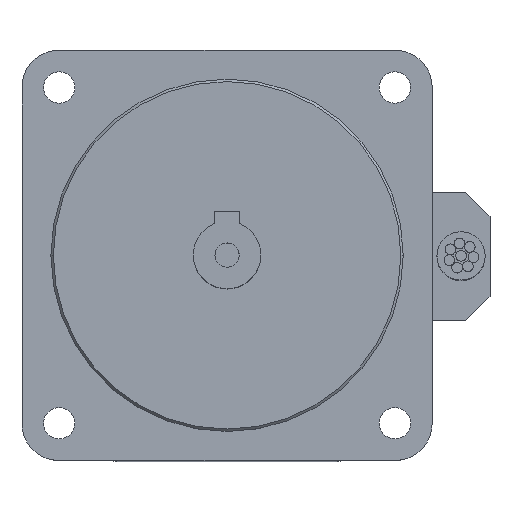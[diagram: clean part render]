
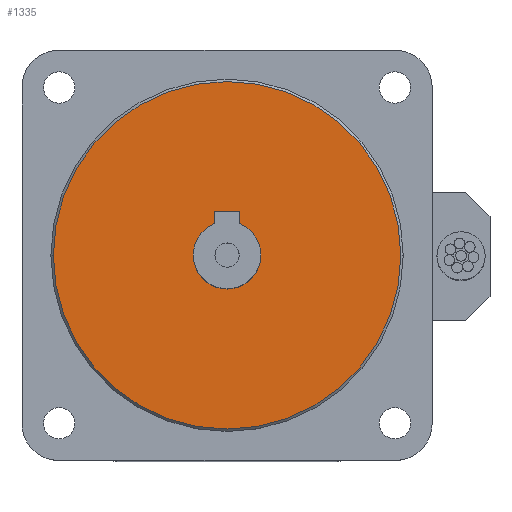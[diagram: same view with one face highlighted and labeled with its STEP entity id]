
A CAD part, top view. The second image highlights one B-rep face of the part: STEP entity #1335.
In plain terms, the highlighted planar face has unit normal (0, 0, 1).
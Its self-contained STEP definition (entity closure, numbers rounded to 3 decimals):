
#1=CARTESIAN_POINT('',(0.,0.,158.));
#2=DIRECTION('',(0.,0.,-1.));
#3=DIRECTION('',(1.,0.,0.));
#4=AXIS2_PLACEMENT_3D('',#1,#2,#3);
#6=CARTESIAN_POINT('',(0.,0.,158.));
#7=DIRECTION('',(0.,0.,-1.));
#8=DIRECTION('',(-1.,0.,0.));
#9=AXIS2_PLACEMENT_3D('',#6,#7,#8);
#11=CARTESIAN_POINT('',(0.,0.,158.));
#12=DIRECTION('',(0.,0.,1.));
#13=DIRECTION('',(1.,0.,0.));
#14=AXIS2_PLACEMENT_3D('',#11,#12,#13);
#16=CARTESIAN_POINT('',(0.,0.,158.));
#17=DIRECTION('',(0.,0.,1.));
#18=DIRECTION('',(-1.,0.,0.));
#19=AXIS2_PLACEMENT_3D('',#16,#17,#18);
#1019=CARTESIAN_POINT('',(36.013,0.,158.));
#1020=CARTESIAN_POINT('',(-36.013,0.,158.));
#1021=VERTEX_POINT('',#1019);
#1022=VERTEX_POINT('',#1020);
#1023=CARTESIAN_POINT('',(7.,0.,158.));
#1024=CARTESIAN_POINT('',(-7.,0.,158.));
#1025=VERTEX_POINT('',#1023);
#1026=VERTEX_POINT('',#1024);
#1318=CARTESIAN_POINT('',(0.,0.,158.));
#1319=DIRECTION('',(0.,0.,1.));
#1320=DIRECTION('',(1.,0.,0.));
#1321=AXIS2_PLACEMENT_3D('',#1318,#1319,#1320);
#1322=PLANE('',#1321);
#1324=ORIENTED_EDGE('',*,*,#1323,.T.);
#1326=ORIENTED_EDGE('',*,*,#1325,.T.);
#1327=EDGE_LOOP('',(#1324,#1326));
#1328=FACE_OUTER_BOUND('',#1327,.F.);
#1330=ORIENTED_EDGE('',*,*,#1329,.T.);
#1332=ORIENTED_EDGE('',*,*,#1331,.T.);
#1333=EDGE_LOOP('',(#1330,#1332));
#1334=FACE_BOUND('',#1333,.F.);
#1335=ADVANCED_FACE('',(#1328,#1334),#1322,.T.);
#5=CIRCLE('',#4,36.013);
#10=CIRCLE('',#9,36.013);
#15=CIRCLE('',#14,7.);
#20=CIRCLE('',#19,7.);
#1323=EDGE_CURVE('',#1021,#1022,#5,.T.);
#1325=EDGE_CURVE('',#1022,#1021,#10,.T.);
#1329=EDGE_CURVE('',#1025,#1026,#15,.T.);
#1331=EDGE_CURVE('',#1026,#1025,#20,.T.);
